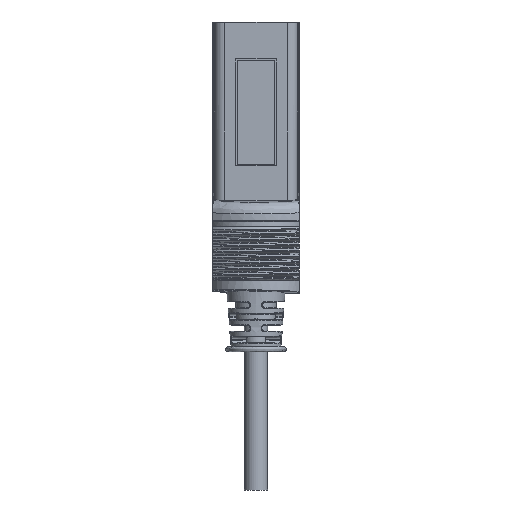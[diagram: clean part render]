
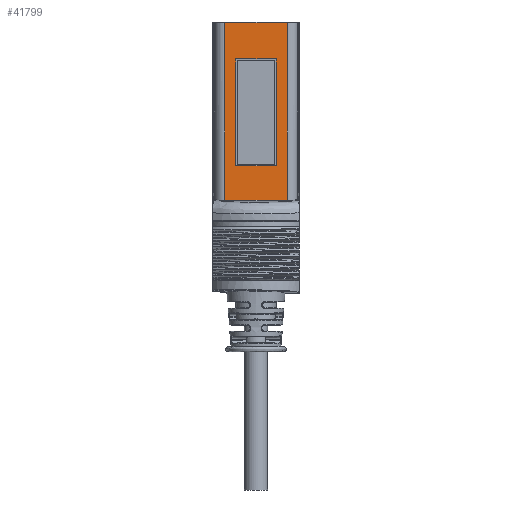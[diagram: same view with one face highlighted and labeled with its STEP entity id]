
A CAD part, left-side view. The second image highlights one B-rep face of the part: STEP entity #41799.
In plain terms, the highlighted planar face has unit normal (-1, 0, 0).
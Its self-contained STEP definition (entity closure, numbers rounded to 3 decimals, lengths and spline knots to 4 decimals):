
#2458 = VECTOR ( 'NONE', #53241, 39.3701 ) ;
#2562 = LINE ( 'NONE', #16456, #24253 ) ;
#4781 = EDGE_CURVE ( 'NONE', #51335, #38956, #27747, .T. ) ;
#5212 = LINE ( 'NONE', #27094, #55700 ) ;
#6352 = CARTESIAN_POINT ( 'NONE',  ( -0.0472, 0.2953, 0.2402 ) ) ;
#6415 = PLANE ( 'NONE',  #24832 ) ;
#7769 = VERTEX_POINT ( 'NONE', #15264 ) ;
#8460 = ORIENTED_EDGE ( 'NONE', *, *, #20465, .T. ) ;
#9160 = EDGE_CURVE ( 'NONE', #9336, #48494, #16494, .T. ) ;
#9336 = VERTEX_POINT ( 'NONE', #28586 ) ;
#9576 = CARTESIAN_POINT ( 'NONE',  ( -0.0472, 0.2953, 1.2165 ) ) ;
#11237 = FACE_OUTER_BOUND ( 'NONE', #55832, .T. ) ;
#12661 = DIRECTION ( 'NONE',  ( 0., 0., 1. ) ) ;
#13163 = VERTEX_POINT ( 'NONE', #15566 ) ;
#13751 = EDGE_CURVE ( 'NONE', #7769, #9336, #39060, .T. ) ;
#14219 = LINE ( 'NONE', #31546, #25018 ) ;
#15264 = CARTESIAN_POINT ( 'NONE',  ( -0.0472, 0.1378, 0.2402 ) ) ;
#15500 = CARTESIAN_POINT ( 'NONE',  ( -0.0472, 0.2953, 1.2205 ) ) ;
#15566 = CARTESIAN_POINT ( 'NONE',  ( -0.0472, 0.2144, 0.0057 ) ) ;
#16204 = VERTEX_POINT ( 'NONE', #50637 ) ;
#16456 = CARTESIAN_POINT ( 'NONE',  ( -0.0472, 0., 0.0057 ) ) ;
#16494 = LINE ( 'NONE', #33825, #36964 ) ;
#17461 = CARTESIAN_POINT ( 'NONE',  ( -0.0472, 0.1378, 1.2205 ) ) ;
#17599 = EDGE_CURVE ( 'NONE', #13163, #16204, #2562, .T. ) ;
#19473 = DIRECTION ( 'NONE',  ( -1., 0., 0. ) ) ;
#20465 = EDGE_CURVE ( 'NONE', #16204, #38956, #5212, .T. ) ;
#22277 = CARTESIAN_POINT ( 'NONE',  ( -0.0472, -0.1378, 0.9685 ) ) ;
#22556 = ORIENTED_EDGE ( 'NONE', *, *, #9160, .T. ) ;
#23108 = DIRECTION ( 'NONE',  ( 0., 0., 1. ) ) ;
#24253 = VECTOR ( 'NONE', #54545, 39.3701 ) ;
#24832 = AXIS2_PLACEMENT_3D ( 'NONE', #15500, #19473, #28565 ) ;
#25018 = VECTOR ( 'NONE', #25683, 39.3701 ) ;
#25683 = DIRECTION ( 'NONE',  ( 0., 0., -1. ) ) ;
#27094 = CARTESIAN_POINT ( 'NONE',  ( -0.0472, -0.2144, 1.2205 ) ) ;
#27747 = LINE ( 'NONE', #9576, #42495 ) ;
#28565 = DIRECTION ( 'NONE',  ( 0., 0., 1. ) ) ;
#28586 = CARTESIAN_POINT ( 'NONE',  ( -0.0472, 0.1378, 0.9685 ) ) ;
#28939 = CARTESIAN_POINT ( 'NONE',  ( -0.0472, -0.2144, 1.2165 ) ) ;
#29122 = EDGE_LOOP ( 'NONE', ( #29399, #53897, #49579, #22556 ) ) ;
#29399 = ORIENTED_EDGE ( 'NONE', *, *, #34179, .T. ) ;
#31546 = CARTESIAN_POINT ( 'NONE',  ( -0.0472, -0.1378, 1.2205 ) ) ;
#32032 = ORIENTED_EDGE ( 'NONE', *, *, #17599, .T. ) ;
#33825 = CARTESIAN_POINT ( 'NONE',  ( -0.0472, 0.2953, 0.9685 ) ) ;
#34179 = EDGE_CURVE ( 'NONE', #48494, #54907, #14219, .T. ) ;
#34361 = LINE ( 'NONE', #51699, #49629 ) ;
#35432 = DIRECTION ( 'NONE',  ( 0., -1., 0. ) ) ;
#36003 = ORIENTED_EDGE ( 'NONE', *, *, #55223, .F. ) ;
#36964 = VECTOR ( 'NONE', #51163, 39.3701 ) ;
#37081 = FACE_BOUND ( 'NONE', #29122, .T. ) ;
#38115 = CARTESIAN_POINT ( 'NONE',  ( -0.0472, 0.2144, 1.2165 ) ) ;
#38956 = VERTEX_POINT ( 'NONE', #28939 ) ;
#39060 = LINE ( 'NONE', #17461, #48745 ) ;
#39686 = EDGE_CURVE ( 'NONE', #54907, #7769, #40161, .T. ) ;
#40161 = LINE ( 'NONE', #6352, #2458 ) ;
#40386 = ORIENTED_EDGE ( 'NONE', *, *, #4781, .F. ) ;
#41799 = ADVANCED_FACE ( 'NONE', ( #37081, #11237 ), #6415, .T. ) ;
#42495 = VECTOR ( 'NONE', #35432, 39.3701 ) ;
#47158 = DIRECTION ( 'NONE',  ( 0., 0., 1. ) ) ;
#48494 = VERTEX_POINT ( 'NONE', #22277 ) ;
#48745 = VECTOR ( 'NONE', #12661, 39.3701 ) ;
#49225 = CARTESIAN_POINT ( 'NONE',  ( -0.0472, -0.1378, 0.2402 ) ) ;
#49579 = ORIENTED_EDGE ( 'NONE', *, *, #13751, .T. ) ;
#49629 = VECTOR ( 'NONE', #47158, 39.3701 ) ;
#50637 = CARTESIAN_POINT ( 'NONE',  ( -0.0472, -0.2144, 0.0057 ) ) ;
#51163 = DIRECTION ( 'NONE',  ( 0., -1., 0. ) ) ;
#51335 = VERTEX_POINT ( 'NONE', #38115 ) ;
#51699 = CARTESIAN_POINT ( 'NONE',  ( -0.0472, 0.2144, 1.2205 ) ) ;
#53241 = DIRECTION ( 'NONE',  ( 0., 1., 0. ) ) ;
#53897 = ORIENTED_EDGE ( 'NONE', *, *, #39686, .T. ) ;
#54545 = DIRECTION ( 'NONE',  ( 0., -1., 0. ) ) ;
#54907 = VERTEX_POINT ( 'NONE', #49225 ) ;
#55223 = EDGE_CURVE ( 'NONE', #13163, #51335, #34361, .T. ) ;
#55700 = VECTOR ( 'NONE', #23108, 39.3701 ) ;
#55832 = EDGE_LOOP ( 'NONE', ( #36003, #32032, #8460, #40386 ) ) ;
